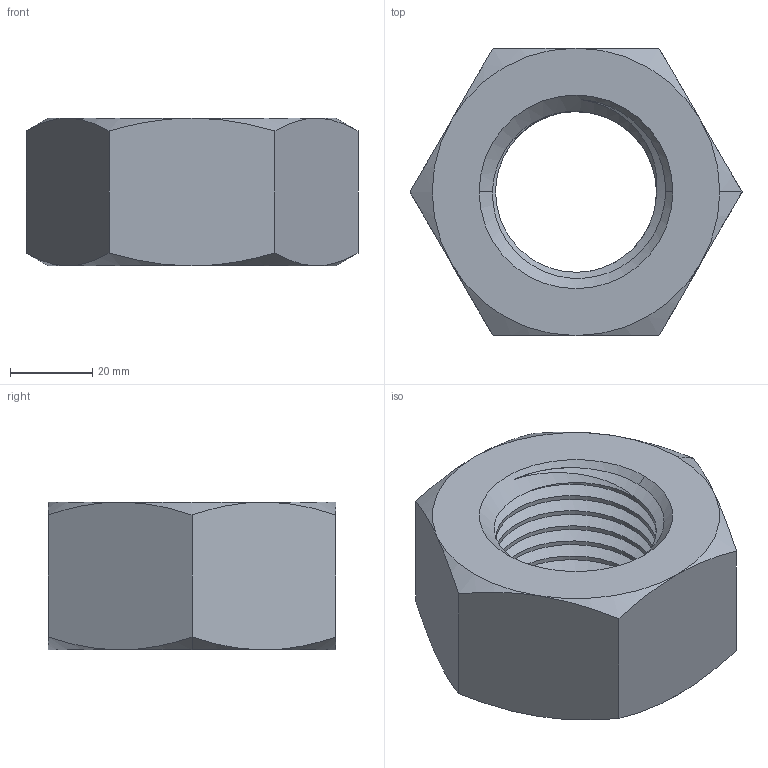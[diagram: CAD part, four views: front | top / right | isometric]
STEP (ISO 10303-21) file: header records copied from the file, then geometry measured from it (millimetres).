
FILE_DESCRIPTION (( 'STEP AP214' ), '1' );
FILE_NAME ('M45 Nut.STEP', '2019-05-01T13:51:42', ( '' ), ( '' ), 'SwSTEP 2.0', 'SolidWorks 2018', '' );
FILE_SCHEMA (( 'AUTOMOTIVE_DESIGN' ));
Length unit declared in the file: millimetre
Products named in the file (1): M45 Nut
Bounding box: 80.83 x 70 x 36 mm (x, y, z)
Volume: 102330.5 mm3; surface area: 21469.7 mm2
Topology: 1 solids, 1 shells, 44 faces, 110 edges, 68 vertices
Faces by surface type: cone 20, cylinder 14, plane 8, bspline 2
Entity records: 3033 total; most frequent: CARTESIAN_POINT 2087, ORIENTED_EDGE 220, DIRECTION 157, EDGE_CURVE 110, VERTEX_POINT 68, AXIS2_PLACEMENT_3D 65, EDGE_LOOP 46, FACE_OUTER_BOUND 44
